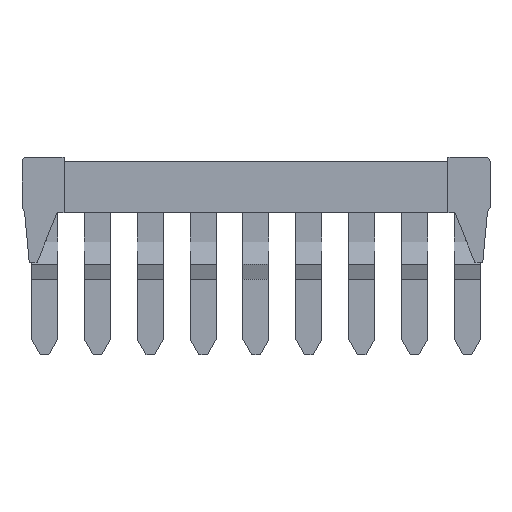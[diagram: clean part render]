
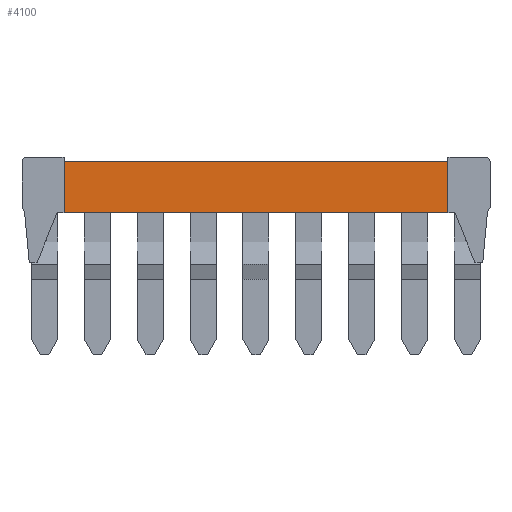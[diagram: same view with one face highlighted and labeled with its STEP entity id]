
A CAD part, top view. The second image highlights one B-rep face of the part: STEP entity #4100.
In plain terms, the highlighted planar face has unit normal (0, 0, 1).
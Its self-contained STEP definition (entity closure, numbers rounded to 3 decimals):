
#113=DIRECTION('',(0.,-1.,0.));
#114=VECTOR('',#113,5.9);
#115=CARTESIAN_POINT('',(2.25,3.65,1.4));
#116=LINE('',#115,#114);
#133=DIRECTION('',(-1.,0.,0.));
#134=VECTOR('',#133,44.3);
#135=CARTESIAN_POINT('',(46.55,3.65,1.4));
#136=LINE('',#135,#134);
#297=DIRECTION('',(-1.,0.,0.));
#298=VECTOR('',#297,44.3);
#299=CARTESIAN_POINT('',(46.55,-2.25,1.4));
#300=LINE('',#299,#298);
#1407=DIRECTION('',(0.,-1.,0.));
#1408=VECTOR('',#1407,5.9);
#1409=CARTESIAN_POINT('',(46.55,3.65,1.4));
#1410=LINE('',#1409,#1408);
#1728=CARTESIAN_POINT('',(46.55,-2.25,1.4));
#1730=VERTEX_POINT('',#1728);
#1731=CARTESIAN_POINT('',(2.25,-2.25,1.4));
#1732=VERTEX_POINT('',#1731);
#1739=CARTESIAN_POINT('',(46.55,3.65,1.4));
#1740=CARTESIAN_POINT('',(2.25,3.65,1.4));
#1741=VERTEX_POINT('',#1739);
#1742=VERTEX_POINT('',#1740);
#4089=CARTESIAN_POINT('',(46.55,4.15,1.4));
#4090=DIRECTION('',(0.,0.,-1.));
#4091=DIRECTION('',(-1.,0.,0.));
#4092=AXIS2_PLACEMENT_3D('',#4089,#4090,#4091);
#4093=PLANE('',#4092);
#4094=ORIENTED_EDGE('',*,*,#2325,.T.);
#4095=ORIENTED_EDGE('',*,*,#2250,.F.);
#4096=ORIENTED_EDGE('',*,*,#2275,.F.);
#4097=ORIENTED_EDGE('',*,*,#4078,.T.);
#4098=EDGE_LOOP('',(#4094,#4095,#4096,#4097));
#4099=FACE_OUTER_BOUND('',#4098,.F.);
#4100=ADVANCED_FACE('',(#4099),#4093,.F.);
#2250=EDGE_CURVE('',#1742,#1732,#116,.T.);
#2275=EDGE_CURVE('',#1741,#1742,#136,.T.);
#2325=EDGE_CURVE('',#1730,#1732,#300,.T.);
#4078=EDGE_CURVE('',#1741,#1730,#1410,.T.);
